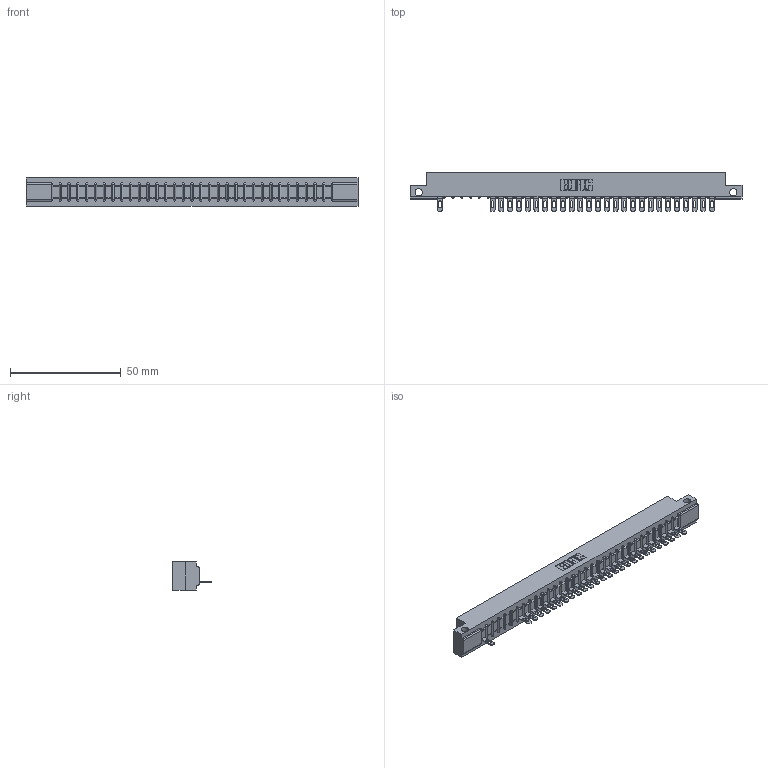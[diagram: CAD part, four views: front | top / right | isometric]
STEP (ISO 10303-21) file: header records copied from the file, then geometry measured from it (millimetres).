
FILE_DESCRIPTION (( 'STEP AP203' ), '1' );
FILE_NAME ('357-032-501-112.STEP', '2018-08-09T23:36:40', ( '' ), ( '' ), 'SwSTEP 2.0', 'SolidWorks 2016', '' );
FILE_SCHEMA (( 'CONFIG_CONTROL_DESIGN' ));
Length unit declared in the file: inch
Products named in the file (3): 307 Part_.128 Dia Side Mounting Holes; 307-290-002_501; 357-032-501-112
Assembly tree (28 placements, depth 2):
  357-032-501-112
    307 Part_.128 Dia Side Mounting Holes
    307-290-002_501  x27
Bounding box: 149.81 x 17.42 x 12.7 mm (x, y, z)
Volume: 15693.6 mm3; surface area: 18758.3 mm2
Topology: 28 solids, 28 shells, 2303 faces, 7069 edges, 4622 vertices
Faces by surface type: plane 1318, cylinder 919, sphere 66
Entity records: 29302 total; most frequent: CARTESIAN_POINT 4963, ORIENTED_EDGE 4958, DIRECTION 4825, EDGE_CURVE 2479, LINE 1889, VECTOR 1889, VERTEX_POINT 1606, AXIS2_PLACEMENT_3D 1468
